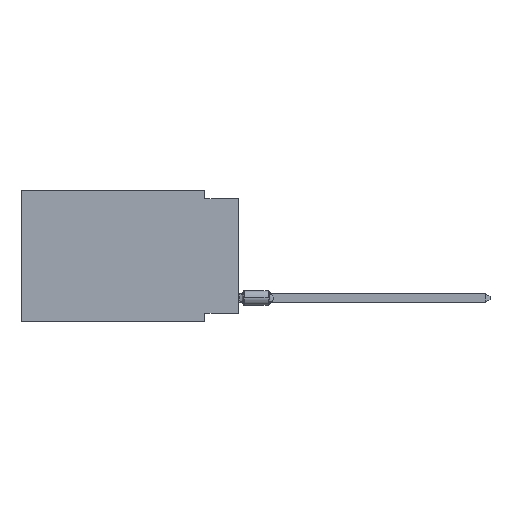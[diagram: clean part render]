
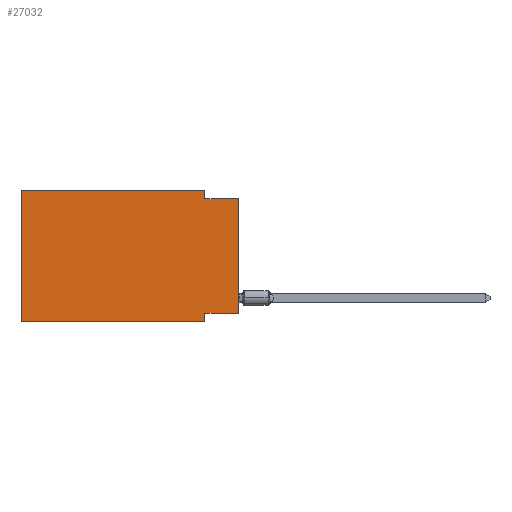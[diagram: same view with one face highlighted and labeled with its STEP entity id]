
A CAD part, left-side view. The second image highlights one B-rep face of the part: STEP entity #27032.
In plain terms, the highlighted planar face has unit normal (-1, 0, 0).
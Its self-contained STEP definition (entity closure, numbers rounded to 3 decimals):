
#417 = CARTESIAN_POINT ( 'NONE',  ( 0., 0., -9.271 ) ) ;
#548 = VECTOR ( 'NONE', #11238, 1000. ) ;
#1087 = EDGE_CURVE ( 'NONE', #10905, #25102, #12589, .T. ) ;
#1205 = DIRECTION ( 'NONE',  ( 0., -1., 0. ) ) ;
#1314 = ORIENTED_EDGE ( 'NONE', *, *, #1087, .T. ) ;
#1814 = VECTOR ( 'NONE', #6432, 1000. ) ;
#2134 = EDGE_CURVE ( 'NONE', #2349, #25102, #20777, .T. ) ;
#2349 = VERTEX_POINT ( 'NONE', #10680 ) ;
#2744 = VECTOR ( 'NONE', #1205, 1000. ) ;
#3025 = CARTESIAN_POINT ( 'NONE',  ( 0., 16.383, -9.906 ) ) ;
#3683 = VECTOR ( 'NONE', #21171, 1000. ) ;
#3717 = EDGE_CURVE ( 'NONE', #5294, #14494, #6614, .T. ) ;
#4024 = CARTESIAN_POINT ( 'NONE',  ( 0., 16.383, 0. ) ) ;
#4270 = DIRECTION ( 'NONE',  ( 0., -1., 0. ) ) ;
#4451 = ORIENTED_EDGE ( 'NONE', *, *, #6171, .F. ) ;
#4764 = CARTESIAN_POINT ( 'NONE',  ( 0., 2.54, -9.906 ) ) ;
#4795 = CARTESIAN_POINT ( 'NONE',  ( 0., 16.383, 0. ) ) ;
#4926 = FACE_OUTER_BOUND ( 'NONE', #15660, .T. ) ;
#5177 = VECTOR ( 'NONE', #9068, 1000. ) ;
#5240 = CARTESIAN_POINT ( 'NONE',  ( 0., 16.383, 0. ) ) ;
#5294 = VERTEX_POINT ( 'NONE', #27808 ) ;
#5937 = VERTEX_POINT ( 'NONE', #5240 ) ;
#6171 = EDGE_CURVE ( 'NONE', #9352, #2349, #15951, .T. ) ;
#6432 = DIRECTION ( 'NONE',  ( 0., 0., 1. ) ) ;
#6443 = AXIS2_PLACEMENT_3D ( 'NONE', #4795, #13362, #9006 ) ;
#6614 = LINE ( 'NONE', #23775, #548 ) ;
#7304 = LINE ( 'NONE', #20111, #14042 ) ;
#7654 = ORIENTED_EDGE ( 'NONE', *, *, #25351, .F. ) ;
#8494 = ORIENTED_EDGE ( 'NONE', *, *, #15948, .F. ) ;
#8684 = CARTESIAN_POINT ( 'NONE',  ( 0., 2.54, 0. ) ) ;
#9006 = DIRECTION ( 'NONE',  ( 0., 0., -1. ) ) ;
#9068 = DIRECTION ( 'NONE',  ( 0., 0., -1. ) ) ;
#9352 = VERTEX_POINT ( 'NONE', #8684 ) ;
#9540 = ORIENTED_EDGE ( 'NONE', *, *, #2134, .F. ) ;
#10369 = LINE ( 'NONE', #4024, #1814 ) ;
#10680 = CARTESIAN_POINT ( 'NONE',  ( 0., 2.54, -0.635 ) ) ;
#10905 = VERTEX_POINT ( 'NONE', #417 ) ;
#11238 = DIRECTION ( 'NONE',  ( 0., 0., -1. ) ) ;
#11457 = CARTESIAN_POINT ( 'NONE',  ( 0., 0., -0.635 ) ) ;
#11591 = CARTESIAN_POINT ( 'NONE',  ( 0., 2.54, 0. ) ) ;
#11733 = ORIENTED_EDGE ( 'NONE', *, *, #17495, .T. ) ;
#12075 = CARTESIAN_POINT ( 'NONE',  ( 0., 16.383, -9.906 ) ) ;
#12549 = ORIENTED_EDGE ( 'NONE', *, *, #14784, .F. ) ;
#12589 = LINE ( 'NONE', #19209, #3683 ) ;
#13362 = DIRECTION ( 'NONE',  ( 1., 0., 0. ) ) ;
#13597 = DIRECTION ( 'NONE',  ( 0., -1., 0. ) ) ;
#14042 = VECTOR ( 'NONE', #26873, 1000. ) ;
#14494 = VERTEX_POINT ( 'NONE', #4764 ) ;
#14567 = CARTESIAN_POINT ( 'NONE',  ( 0., 16.383, 0. ) ) ;
#14677 = ORIENTED_EDGE ( 'NONE', *, *, #3717, .F. ) ;
#14784 = EDGE_CURVE ( 'NONE', #16109, #5937, #10369, .T. ) ;
#15429 = LINE ( 'NONE', #3025, #21519 ) ;
#15660 = EDGE_LOOP ( 'NONE', ( #1314, #9540, #4451, #7654, #12549, #11733, #14677, #8494 ) ) ;
#15948 = EDGE_CURVE ( 'NONE', #10905, #5294, #7304, .T. ) ;
#15951 = LINE ( 'NONE', #11591, #5177 ) ;
#16109 = VERTEX_POINT ( 'NONE', #12075 ) ;
#17495 = EDGE_CURVE ( 'NONE', #16109, #14494, #15429, .T. ) ;
#19209 = CARTESIAN_POINT ( 'NONE',  ( 0., 0., 0. ) ) ;
#19584 = PLANE ( 'NONE',  #6443 ) ;
#20111 = CARTESIAN_POINT ( 'NONE',  ( 0., 0., -9.271 ) ) ;
#20777 = LINE ( 'NONE', #26969, #2744 ) ;
#21171 = DIRECTION ( 'NONE',  ( 0., 0., 1. ) ) ;
#21519 = VECTOR ( 'NONE', #13597, 1000. ) ;
#23775 = CARTESIAN_POINT ( 'NONE',  ( 0., 2.54, -9.906 ) ) ;
#25102 = VERTEX_POINT ( 'NONE', #11457 ) ;
#25259 = LINE ( 'NONE', #14567, #27685 ) ;
#25351 = EDGE_CURVE ( 'NONE', #5937, #9352, #25259, .T. ) ;
#26873 = DIRECTION ( 'NONE',  ( 0., 1., 0. ) ) ;
#26969 = CARTESIAN_POINT ( 'NONE',  ( 0., 0., -0.635 ) ) ;
#27032 = ADVANCED_FACE ( 'NONE', ( #4926 ), #19584, .F. ) ;
#27685 = VECTOR ( 'NONE', #4270, 1000. ) ;
#27808 = CARTESIAN_POINT ( 'NONE',  ( 0., 2.54, -9.271 ) ) ;
